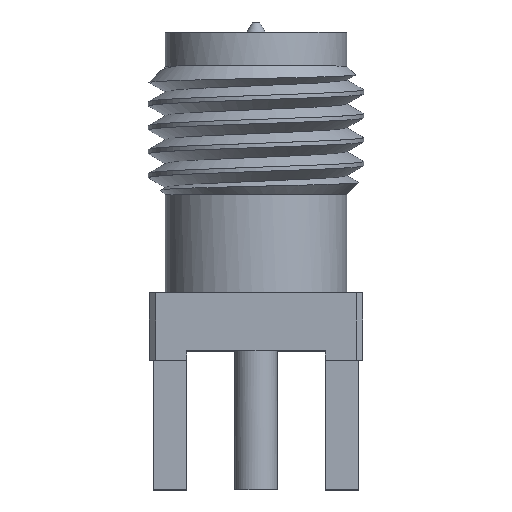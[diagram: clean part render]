
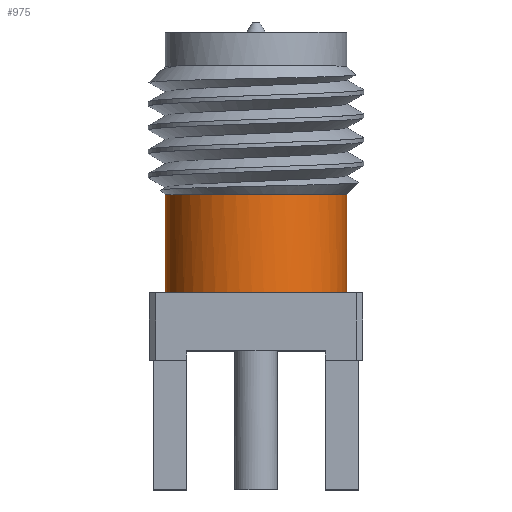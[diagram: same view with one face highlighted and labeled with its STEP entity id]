
A CAD part, top view. The second image highlights one B-rep face of the part: STEP entity #975.
In plain terms, the highlighted free-form (B-spline) face has degree [2, 1] with [5, 2] control points.
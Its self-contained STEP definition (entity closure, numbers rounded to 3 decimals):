
#975 = ADVANCED_FACE('',(#976),#1012,.T.);
#976 = FACE_BOUND('',#977,.T.);
#977 = EDGE_LOOP('',(#978,#987,#997,#1004));
#978 = ORIENTED_EDGE('',*,*,#979,.F.);
#979 = EDGE_CURVE('',#980,#982,#984,.T.);
#980 = VERTEX_POINT('',#981);
#981 = CARTESIAN_POINT('',(3.168,6.881,
    0.));
#982 = VERTEX_POINT('',#983);
#983 = CARTESIAN_POINT('',(3.168,10.304,
    0.));
#984 = B_SPLINE_CURVE_WITH_KNOTS('',1,(#985,#986),.UNSPECIFIED.,.F.,.F.,
  (2,2),(0.,2.89),.PIECEWISE_BEZIER_KNOTS.);
#985 = CARTESIAN_POINT('',(3.168,6.881,0.));
#986 = CARTESIAN_POINT('',(3.168,10.304,0.));
#987 = ORIENTED_EDGE('',*,*,#988,.F.);
#988 = EDGE_CURVE('',#989,#980,#991,.T.);
#989 = VERTEX_POINT('',#990);
#990 = CARTESIAN_POINT('',(-3.168,6.881,
    0.));
#991 = ( BOUNDED_CURVE() B_SPLINE_CURVE(2,(#992,#993,#994,#995,#996),
.UNSPECIFIED.,.F.,.F.) B_SPLINE_CURVE_WITH_KNOTS((3,2,3),(
    0.,1.571,3.142),
.PIECEWISE_BEZIER_KNOTS.) CURVE() GEOMETRIC_REPRESENTATION_ITEM() 
RATIONAL_B_SPLINE_CURVE((1.,0.707,1.,0.707,1.)) 
REPRESENTATION_ITEM('') );
#992 = CARTESIAN_POINT('',(-3.168,6.881,
    0.));
#993 = CARTESIAN_POINT('',(-3.168,6.881,3.168)
  );
#994 = CARTESIAN_POINT('',(0.,6.881,
    3.168));
#995 = CARTESIAN_POINT('',(3.168,6.881,3.168)
  );
#996 = CARTESIAN_POINT('',(3.168,6.881,
    0.));
#997 = ORIENTED_EDGE('',*,*,#998,.F.);
#998 = EDGE_CURVE('',#999,#989,#1001,.T.);
#999 = VERTEX_POINT('',#1000);
#1000 = CARTESIAN_POINT('',(-3.168,10.304,
    0.));
#1001 = B_SPLINE_CURVE_WITH_KNOTS('',1,(#1002,#1003),.UNSPECIFIED.,.F.,
  .F.,(2,2),(0.,2.89),.PIECEWISE_BEZIER_KNOTS.);
#1002 = CARTESIAN_POINT('',(-3.168,10.304,0.));
#1003 = CARTESIAN_POINT('',(-3.168,6.881,0.));
#1004 = ORIENTED_EDGE('',*,*,#1005,.F.);
#1005 = EDGE_CURVE('',#982,#999,#1006,.T.);
#1006 = ( BOUNDED_CURVE() B_SPLINE_CURVE(2,(#1007,#1008,#1009,#1010,
#1011),.UNSPECIFIED.,.F.,.F.) B_SPLINE_CURVE_WITH_KNOTS((3,2,3),(
    0.,1.571,3.142),
.PIECEWISE_BEZIER_KNOTS.) CURVE() GEOMETRIC_REPRESENTATION_ITEM() 
RATIONAL_B_SPLINE_CURVE((1.,0.707,1.,0.707,1.)) 
REPRESENTATION_ITEM('') );
#1007 = CARTESIAN_POINT('',(3.168,10.304,
    0.));
#1008 = CARTESIAN_POINT('',(3.168,10.304,3.168
    ));
#1009 = CARTESIAN_POINT('',(0.,10.304,
    3.168));
#1010 = CARTESIAN_POINT('',(-3.168,10.304,
    3.168));
#1011 = CARTESIAN_POINT('',(-3.168,10.304,
    0.));
#1012 = ( BOUNDED_SURFACE() B_SPLINE_SURFACE(2,1,(
    (#1013,#1014)
    ,(#1015,#1016)
    ,(#1017,#1018)
    ,(#1019,#1020)
    ,(#1021,#1022
)),.UNSPECIFIED.,.F.,.F.,.F.) B_SPLINE_SURFACE_WITH_KNOTS((3,2,3),(2,2),
  (3.142,4.712,6.283),(0.,2.89),
.PIECEWISE_BEZIER_KNOTS.) GEOMETRIC_REPRESENTATION_ITEM() 
RATIONAL_B_SPLINE_SURFACE((
    (1.,1.)
    ,(0.707,0.707)
    ,(1.,1.)
    ,(0.707,0.707)
,(1.,1.))) REPRESENTATION_ITEM('') SURFACE() );
#1013 = CARTESIAN_POINT('',(-3.168,10.304,
    0.));
#1014 = CARTESIAN_POINT('',(-3.168,6.881,
    0.));
#1015 = CARTESIAN_POINT('',(-3.168,10.304,
    3.168));
#1016 = CARTESIAN_POINT('',(-3.168,6.881,3.168
    ));
#1017 = CARTESIAN_POINT('',(0.,10.304,
    3.168));
#1018 = CARTESIAN_POINT('',(0.,6.881,
    3.168));
#1019 = CARTESIAN_POINT('',(3.168,10.304,3.168
    ));
#1020 = CARTESIAN_POINT('',(3.168,6.881,3.168)
  );
#1021 = CARTESIAN_POINT('',(3.168,10.304,
    0.));
#1022 = CARTESIAN_POINT('',(3.168,6.881,
    0.));
